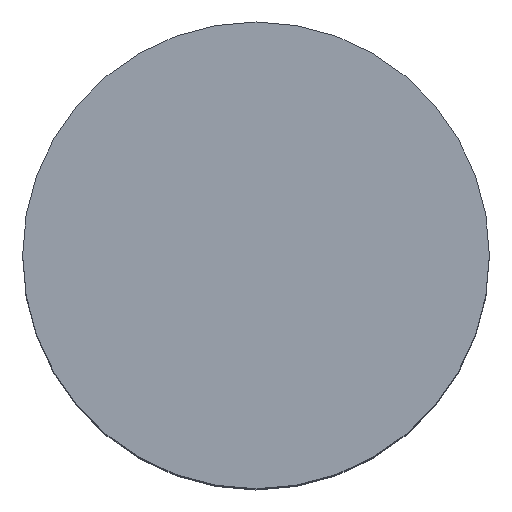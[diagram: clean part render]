
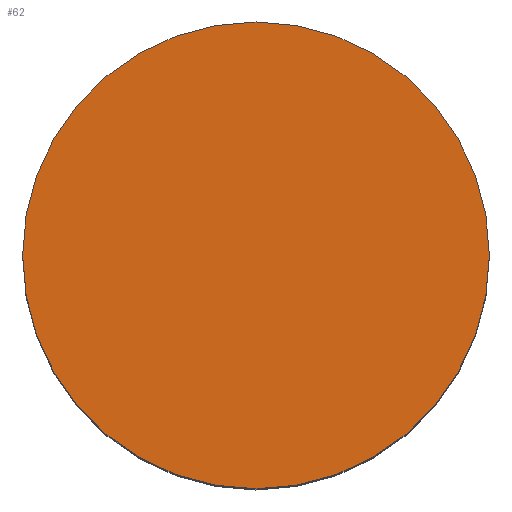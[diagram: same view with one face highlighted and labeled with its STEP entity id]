
A CAD part, top view. The second image highlights one B-rep face of the part: STEP entity #62.
In plain terms, the highlighted planar face has unit normal (0, 0, 1).
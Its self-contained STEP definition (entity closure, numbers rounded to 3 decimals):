
#24=FACE_OUTER_BOUND('',#31,.T.);
#31=EDGE_LOOP('',(#51));
#37=CIRCLE('',#74,30.);
#41=VERTEX_POINT('',#109);
#45=EDGE_CURVE('',#41,#41,#37,.T.);
#51=ORIENTED_EDGE('',*,*,#45,.T.);
#57=PLANE('',#73);
#62=ADVANCED_FACE('',(#24),#57,.T.);
#73=AXIS2_PLACEMENT_3D('',#108,#90,#91);
#74=AXIS2_PLACEMENT_3D('',#110,#92,#93);
#90=DIRECTION('center_axis',(0.,0.,1.));
#91=DIRECTION('ref_axis',(1.,0.,0.));
#92=DIRECTION('center_axis',(0.,0.,1.));
#93=DIRECTION('ref_axis',(-1.,0.,0.));
#108=CARTESIAN_POINT('Origin',(0.,0.,45.));
#109=CARTESIAN_POINT('',(30.,0.,45.));
#110=CARTESIAN_POINT('Origin',(0.,0.,45.));
